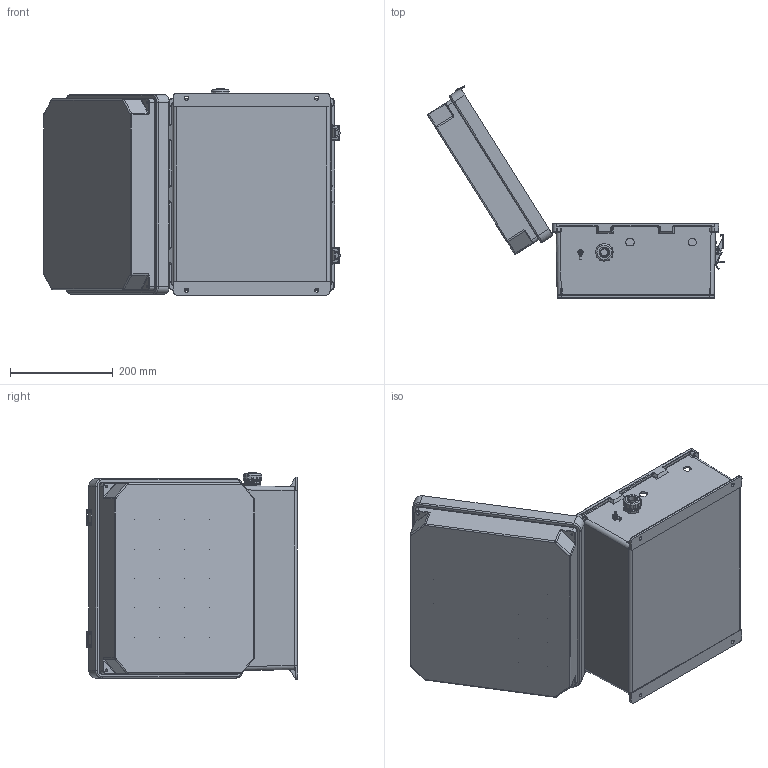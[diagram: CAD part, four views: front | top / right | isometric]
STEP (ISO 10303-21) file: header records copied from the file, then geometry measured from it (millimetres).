
FILE_DESCRIPTION (( 'STEP AP214' ), '1' );
FILE_NAME ('TEF141207-100-UL.STEP', '2018-11-20T15:09:09', ( '' ), ( '' ), 'SwSTEP 2.0', 'SolidWorks 2017', '' );
FILE_SCHEMA (( 'AUTOMOTIVE_DESIGN' ));
Length unit declared in the file: inch
Products named in the file (22): NB141207-Hinge; NEMA GroundWire-2; NB141207-Box; XMH-0007; XF797-02; TEF141207-100-UL; XFS-0017; 10-32 NEMA PLATE SCREW; XMH-0010; XFN-0013; XCTB-0002; XCT-0011; XCT-0010; XF451-01; XFW-0002; XFN-0003; XCT-0005; XFS-0026; XC-0003; NB141207-DoorClasp-2; NB141207-DoorClasp-1; NB141207-Lid-2
Assembly tree (37 placements, depth 2):
  TEF141207-100-UL
    NB141207-Box
    NB141207-Hinge  x2
    NB141207-Lid-2
    NB141207-DoorClasp-1  x2
    NB141207-DoorClasp-2  x2
    XC-0003
    XFS-0026
    XCT-0005
    XFN-0003  x2
    XFW-0002
    XF451-01
    XCT-0010
    XCT-0011
    XCTB-0002
    XFN-0013  x2
    XMH-0010  x2
    10-32 NEMA PLATE SCREW  x4
    XFS-0017  x5
    XF797-02
    XMH-0007  x4
    NEMA GroundWire-2
Bounding box: 578.07 x 413.05 x 402.37 mm (x, y, z)
Volume: 2301077 mm3; surface area: 1391863.1 mm2
Topology: 43 solids, 44 shells, 3604 faces, 9083 edges, 5615 vertices
Faces by surface type: plane 1500, cylinder 1085, cone 565, torus 247, bspline 183, sphere 24
Full cylindrical faces by diameter (mm): 2.705 x16, 3.15 x4, 3.175 x20, 3.302 x4, 3.429 x2, 3.556 x9, 3.607 x1, 3.683 x2, 3.886 x8, 3.934 x1, 3.962 x2, 4.064 x4, 4.177 x4, 4.47 x2, 4.572 x10, 5.004 x1, 5.182 x1, 5.3 x2, 5.639 x1, 6.35 x4, 6.5 x4, 6.655 x5, 6.667 x3, 7.163 x3, 7.62 x3, 8 x4, 8.915 x8, 8.928 x4, 9.22 x1, 9.296 x4
Entity records: 90746 total; most frequent: CARTESIAN_POINT 21358, DIRECTION 11722, ORIENTED_EDGE 11686, EDGE_CURVE 5843, AXIS2_PLACEMENT_3D 4351, VERTEX_POINT 3861, EDGE_LOOP 3132, VECTOR 3020
